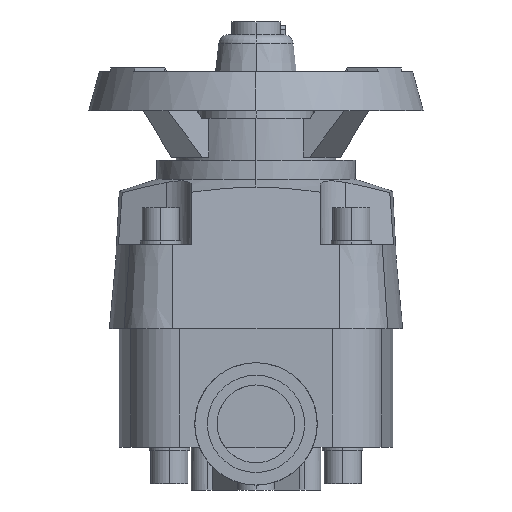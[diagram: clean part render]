
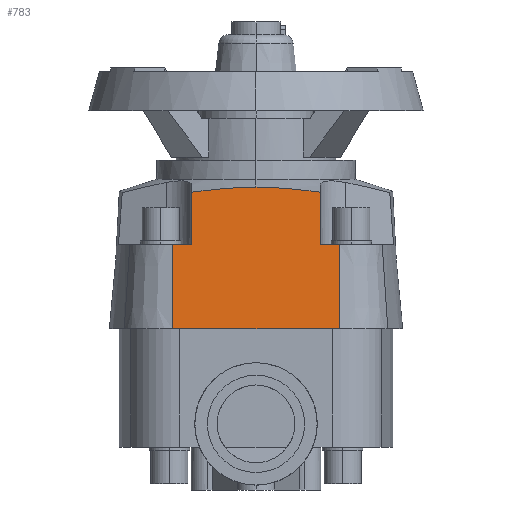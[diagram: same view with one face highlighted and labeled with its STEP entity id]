
A CAD part, left-side view. The second image highlights one B-rep face of the part: STEP entity #783.
In plain terms, the highlighted planar face has unit normal (-0.998, 0, 0.07).
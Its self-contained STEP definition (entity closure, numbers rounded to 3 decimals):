
#783=ADVANCED_FACE('',(#1611),#1612,.T.);
#1611=FACE_OUTER_BOUND('',#2455,.T.);
#1612=PLANE('',#2456);
#2455=EDGE_LOOP('',(#4738,#4739,#4740,#4741,#4742,#4743,#4744,#4745,#4746));
#2456=AXIS2_PLACEMENT_3D('',#4747,#4748,#4749);
#4738=ORIENTED_EDGE('',*,*,#5833,.T.);
#4739=ORIENTED_EDGE('',*,*,#4996,.T.);
#4740=ORIENTED_EDGE('',*,*,#5831,.T.);
#4741=ORIENTED_EDGE('',*,*,#5859,.T.);
#4742=ORIENTED_EDGE('',*,*,#5847,.T.);
#4743=ORIENTED_EDGE('',*,*,#5862,.F.);
#4744=ORIENTED_EDGE('',*,*,#5705,.T.);
#4745=ORIENTED_EDGE('',*,*,#5882,.T.);
#4746=ORIENTED_EDGE('',*,*,#5843,.T.);
#4747=CARTESIAN_POINT('',(-34.5,-21.453,24.45));
#4748=DIRECTION('',(-0.998,0.0,0.07));
#4749=DIRECTION('',(0.0,-1.0,0.0));
#4996=EDGE_CURVE('',#5970,#5968,#5971,.T.);
#5705=EDGE_CURVE('',#7055,#7053,#7056,.T.);
#5831=EDGE_CURVE('',#5968,#7204,#7206,.T.);
#5833=EDGE_CURVE('',#7208,#5970,#7209,.T.);
#5843=EDGE_CURVE('',#7222,#7208,#7223,.T.);
#5847=EDGE_CURVE('',#7228,#7229,#7230,.T.);
#5859=EDGE_CURVE('',#7204,#7228,#7246,.T.);
#5862=EDGE_CURVE('',#7055,#7229,#7249,.T.);
#5882=EDGE_CURVE('',#7053,#7222,#7273,.T.);
#5968=VERTEX_POINT('',#7405);
#5970=VERTEX_POINT('',#7408);
#5971=(B_SPLINE_CURVE(2,(#7410,#7411,#7412),.UNSPECIFIED.,.F.,.F.)B_SPLINE_CURVE_WITH_KNOTS((3,3),(0.0,146.585),.UNSPECIFIED.)RATIONAL_B_SPLINE_CURVE((1.0,2.505,1.0))BOUNDED_CURVE()REPRESENTATION_ITEM('')GEOMETRIC_REPRESENTATION_ITEM()CURVE());
#7053=VERTEX_POINT('',#9017);
#7055=VERTEX_POINT('',#9019);
#7056=LINE('',#9020,#9021);
#7204=VERTEX_POINT('',#9282);
#7206=(B_SPLINE_CURVE(2,(#9294,#9295,#9296),.UNSPECIFIED.,.F.,.F.)B_SPLINE_CURVE_WITH_KNOTS((3,3),(0.0,146.585),.UNSPECIFIED.)RATIONAL_B_SPLINE_CURVE((1.0,2.505,1.0))BOUNDED_CURVE()REPRESENTATION_ITEM('')GEOMETRIC_REPRESENTATION_ITEM()CURVE());
#7208=VERTEX_POINT('',#9304);
#7209=LINE('',#9305,#9306);
#7222=VERTEX_POINT('',#9332);
#7223=LINE('',#9333,#9334);
#7228=VERTEX_POINT('',#9339);
#7229=VERTEX_POINT('',#9340);
#7230=LINE('',#9341,#9342);
#7246=LINE('',#9371,#9372);
#7249=LINE('',#9376,#9377);
#7273=LINE('',#9417,#9418);
#7405=CARTESIAN_POINT('',(-31.954,0.,60.855));
#7408=CARTESIAN_POINT('',(-32.044,-16.5,59.572));
#7410=CARTESIAN_POINT('',(-32.986,-71.784,46.096));
#7411=CARTESIAN_POINT('',(-31.542,0.0,66.747));
#7412=CARTESIAN_POINT('',(-32.986,71.784,46.096));
#9017=CARTESIAN_POINT('',(-34.5,-21.453,24.45));
#9019=CARTESIAN_POINT('',(-34.5,21.453,24.45));
#9020=CARTESIAN_POINT('',(-34.5,21.453,24.45));
#9021=VECTOR('',#10565,1.0);
#9282=CARTESIAN_POINT('',(-32.044,16.5,59.572));
#9294=CARTESIAN_POINT('',(-32.986,-71.784,46.096));
#9295=CARTESIAN_POINT('',(-31.542,0.0,66.747));
#9296=CARTESIAN_POINT('',(-32.986,71.784,46.096));
#9304=CARTESIAN_POINT('',(-32.986,-16.5,46.096));
#9305=CARTESIAN_POINT('',(-32.23,-16.5,56.916));
#9306=VECTOR('',#10745,1.0);
#9332=CARTESIAN_POINT('',(-32.986,-21.453,46.096));
#9333=CARTESIAN_POINT('',(-32.986,-24.933,46.096));
#9334=VECTOR('',#10753,1.0);
#9339=CARTESIAN_POINT('',(-32.986,16.5,46.096));
#9340=CARTESIAN_POINT('',(-32.986,21.453,46.096));
#9341=CARTESIAN_POINT('',(-32.986,3.48,46.096));
#9342=VECTOR('',#10760,1.0);
#9371=CARTESIAN_POINT('',(-33.736,16.5,35.376));
#9372=VECTOR('',#10774,1.0);
#9376=CARTESIAN_POINT('',(-34.5,21.453,24.45));
#9377=VECTOR('',#10776,1.0);
#9417=CARTESIAN_POINT('',(-34.5,-21.453,24.45));
#9418=VECTOR('',#10793,1.0);
#10565=DIRECTION('',(0.0,-1.0,0.0));
#10745=DIRECTION('',(0.07,-0.0,0.998));
#10753=DIRECTION('',(0.0,1.0,0.0));
#10760=DIRECTION('',(0.0,1.0,-0.0));
#10774=DIRECTION('',(-0.07,-0.0,-0.998));
#10776=DIRECTION('',(0.07,0.,0.998));
#10793=DIRECTION('',(0.07,0.0,0.998));
